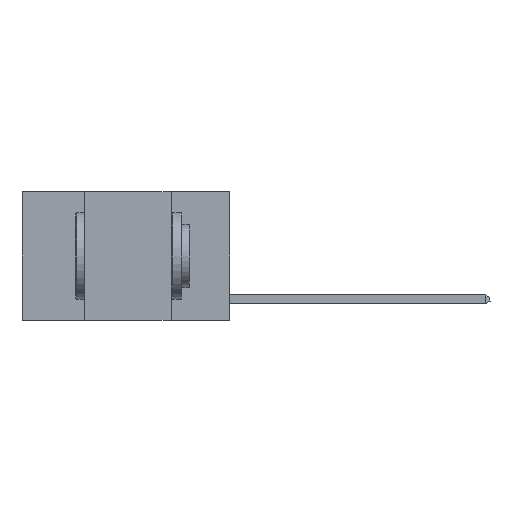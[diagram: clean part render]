
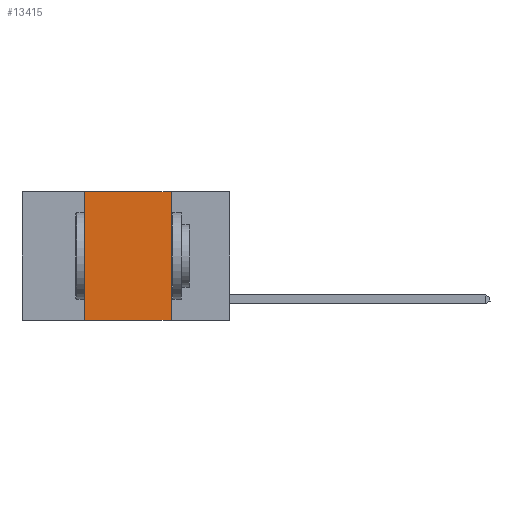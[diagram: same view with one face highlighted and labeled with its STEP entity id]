
A CAD part, left-side view. The second image highlights one B-rep face of the part: STEP entity #13415.
In plain terms, the highlighted planar face has unit normal (-1, 0, 0).
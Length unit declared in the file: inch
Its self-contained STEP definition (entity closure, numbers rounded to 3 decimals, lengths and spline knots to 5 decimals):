
#235 = LINE ( 'NONE', #7685, #9405 ) ;
#249 = VERTEX_POINT ( 'NONE', #5688 ) ;
#1336 = DIRECTION ( 'NONE',  ( 0., 0., 1. ) ) ;
#1341 = DIRECTION ( 'NONE',  ( 0., -1., 0. ) ) ;
#2176 = EDGE_CURVE ( 'NONE', #249, #6401, #4333, .T. ) ;
#2272 = CARTESIAN_POINT ( 'NONE',  ( 0., 0.6, -0.37 ) ) ;
#2287 = PLANE ( 'NONE',  #6553 ) ;
#3546 = CARTESIAN_POINT ( 'NONE',  ( 0., 0.6, 0. ) ) ;
#4333 = LINE ( 'NONE', #6588, #9177 ) ;
#4792 = CARTESIAN_POINT ( 'NONE',  ( 0., 0.42, -0.37 ) ) ;
#5422 = ORIENTED_EDGE ( 'NONE', *, *, #7677, .F. ) ;
#5485 = DIRECTION ( 'NONE',  ( 0., 0., -1. ) ) ;
#5688 = CARTESIAN_POINT ( 'NONE',  ( 0., 0.17, 0. ) ) ;
#5816 = VECTOR ( 'NONE', #6481, 39.37008 ) ;
#6401 = VERTEX_POINT ( 'NONE', #12971 ) ;
#6419 = FACE_OUTER_BOUND ( 'NONE', #7307, .T. ) ;
#6481 = DIRECTION ( 'NONE',  ( 0., -1., 0. ) ) ;
#6495 = DIRECTION ( 'NONE',  ( 0., 0., -1. ) ) ;
#6553 = AXIS2_PLACEMENT_3D ( 'NONE', #3546, #9635, #6495 ) ;
#6588 = CARTESIAN_POINT ( 'NONE',  ( 0., 0.17, 0. ) ) ;
#6634 = VECTOR ( 'NONE', #1341, 39.37008 ) ;
#6794 = LINE ( 'NONE', #10801, #6634 ) ;
#7307 = EDGE_LOOP ( 'NONE', ( #13528, #5422, #13420, #11116 ) ) ;
#7677 = EDGE_CURVE ( 'NONE', #9469, #249, #6794, .T. ) ;
#7685 = CARTESIAN_POINT ( 'NONE',  ( 0., 0.42, 0. ) ) ;
#8198 = VERTEX_POINT ( 'NONE', #4792 ) ;
#9177 = VECTOR ( 'NONE', #5485, 39.37008 ) ;
#9405 = VECTOR ( 'NONE', #1336, 39.37008 ) ;
#9469 = VERTEX_POINT ( 'NONE', #12310 ) ;
#9635 = DIRECTION ( 'NONE',  ( 1., 0., 0. ) ) ;
#10389 = EDGE_CURVE ( 'NONE', #8198, #9469, #235, .T. ) ;
#10801 = CARTESIAN_POINT ( 'NONE',  ( 0., 0.6, 0. ) ) ;
#10840 = LINE ( 'NONE', #2272, #5816 ) ;
#11060 = EDGE_CURVE ( 'NONE', #8198, #6401, #10840, .T. ) ;
#11116 = ORIENTED_EDGE ( 'NONE', *, *, #11060, .T. ) ;
#12310 = CARTESIAN_POINT ( 'NONE',  ( 0., 0.42, 0. ) ) ;
#12971 = CARTESIAN_POINT ( 'NONE',  ( 0., 0.17, -0.37 ) ) ;
#13415 = ADVANCED_FACE ( 'NONE', ( #6419 ), #2287, .F. ) ;
#13420 = ORIENTED_EDGE ( 'NONE', *, *, #10389, .F. ) ;
#13528 = ORIENTED_EDGE ( 'NONE', *, *, #2176, .F. ) ;
